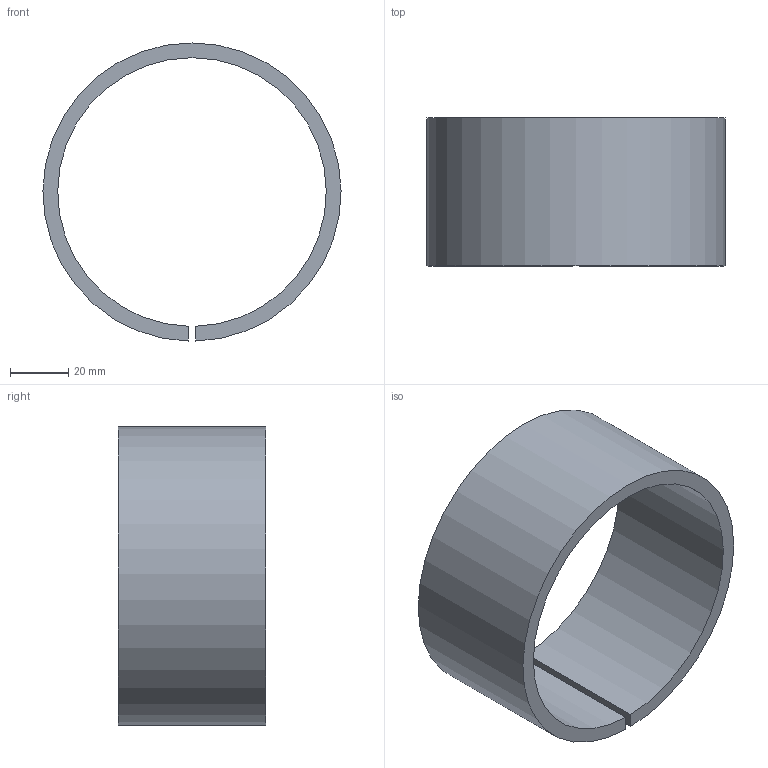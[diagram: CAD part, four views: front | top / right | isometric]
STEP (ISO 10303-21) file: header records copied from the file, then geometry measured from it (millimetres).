
FILE_DESCRIPTION (( 'STEP AP214' ), '1' );
FILE_NAME ('PLG-DRL-AF-UPR1-416 Backing Plug, Sacrificial, for Upper Airframe Tube Drilling.STEP', '2024-08-17T20:34:39', ( '' ), ( '' ), 'SwSTEP 2.0', 'SolidWorks 2022', '' );
FILE_SCHEMA (( 'AUTOMOTIVE_DESIGN' ));
Length unit declared in the file: inch
Products named in the file (1): PLG-DRL-AF-UPR1-416 Backing Plug, Sacrificial, for Upper Airframe Tube Drilling
Bounding box: 102.35 x 50.8 x 102.35 mm (x, y, z)
Volume: 78246.6 mm3; surface area: 34402.5 mm2
Topology: 1 solids, 1 shells, 6 faces, 12 edges, 8 vertices
Faces by surface type: plane 4, cylinder 2
Entity records: 200 total; most frequent: DIRECTION 30, CARTESIAN_POINT 27, ORIENTED_EDGE 24, EDGE_CURVE 12, AXIS2_PLACEMENT_3D 11, LINE 8, VERTEX_POINT 8, VECTOR 8
